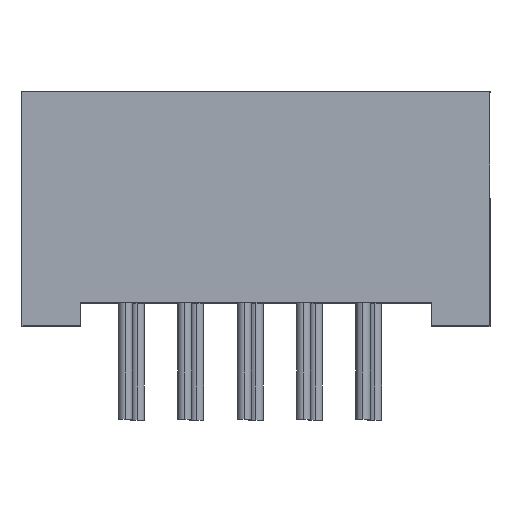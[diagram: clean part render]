
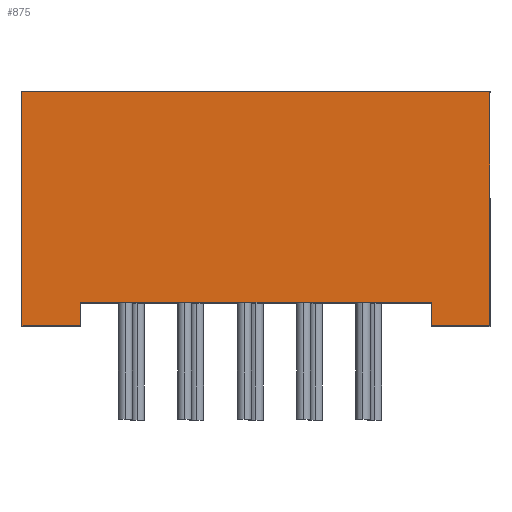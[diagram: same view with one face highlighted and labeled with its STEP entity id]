
A CAD part, top view. The second image highlights one B-rep face of the part: STEP entity #875.
In plain terms, the highlighted planar face has unit normal (0, 0, 1).
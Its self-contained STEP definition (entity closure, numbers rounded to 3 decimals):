
#74 = LINE ( 'NONE', #1388, #1447 ) ;
#101 = EDGE_CURVE ( 'NONE', #508, #786, #940, .T. ) ;
#129 = CARTESIAN_POINT ( 'NONE',  ( -7.5, 0., 14. ) ) ;
#131 = CARTESIAN_POINT ( 'NONE',  ( 10., 10., 14. ) ) ;
#147 = ORIENTED_EDGE ( 'NONE', *, *, #1328, .F. ) ;
#168 = LINE ( 'NONE', #1583, #1301 ) ;
#192 = VECTOR ( 'NONE', #594, 1000. ) ;
#204 = CARTESIAN_POINT ( 'NONE',  ( 7.5, 0., 14. ) ) ;
#221 = CARTESIAN_POINT ( 'NONE',  ( -10., 10., 14. ) ) ;
#262 = DIRECTION ( 'NONE',  ( 0., 1., 0. ) ) ;
#265 = CARTESIAN_POINT ( 'NONE',  ( 10., 0., 14. ) ) ;
#282 = EDGE_CURVE ( 'NONE', #786, #1339, #1659, .T. ) ;
#348 = VECTOR ( 'NONE', #1681, 1000. ) ;
#384 = VERTEX_POINT ( 'NONE', #265 ) ;
#394 = VERTEX_POINT ( 'NONE', #131 ) ;
#476 = ORIENTED_EDGE ( 'NONE', *, *, #101, .T. ) ;
#498 = CARTESIAN_POINT ( 'NONE',  ( 7.5, 0., 14. ) ) ;
#508 = VERTEX_POINT ( 'NONE', #129 ) ;
#509 = VECTOR ( 'NONE', #799, 1000. ) ;
#542 = ORIENTED_EDGE ( 'NONE', *, *, #1103, .F. ) ;
#555 = CARTESIAN_POINT ( 'NONE',  ( -7.5, 0., 14. ) ) ;
#590 = ORIENTED_EDGE ( 'NONE', *, *, #677, .F. ) ;
#594 = DIRECTION ( 'NONE',  ( 1., 0., 0. ) ) ;
#599 = ORIENTED_EDGE ( 'NONE', *, *, #1614, .F. ) ;
#601 = CARTESIAN_POINT ( 'NONE',  ( -10., 10., 14. ) ) ;
#634 = CARTESIAN_POINT ( 'NONE',  ( -7.5, 0., 14. ) ) ;
#665 = LINE ( 'NONE', #1427, #509 ) ;
#666 = EDGE_LOOP ( 'NONE', ( #1035, #767, #476, #1271, #590, #542, #147, #599 ) ) ;
#676 = CARTESIAN_POINT ( 'NONE',  ( 10., 10., 14. ) ) ;
#677 = EDGE_CURVE ( 'NONE', #876, #1339, #168, .T. ) ;
#767 = ORIENTED_EDGE ( 'NONE', *, *, #1687, .F. ) ;
#786 = VERTEX_POINT ( 'NONE', #958 ) ;
#799 = DIRECTION ( 'NONE',  ( 0., -1., 0. ) ) ;
#807 = LINE ( 'NONE', #676, #1624 ) ;
#855 = DIRECTION ( 'NONE',  ( -1., 0., 0. ) ) ;
#875 = ADVANCED_FACE ( 'NONE', ( #1502 ), #1668, .F. ) ;
#876 = VERTEX_POINT ( 'NONE', #498 ) ;
#920 = CARTESIAN_POINT ( 'NONE',  ( -10., 0., 14. ) ) ;
#940 = LINE ( 'NONE', #555, #1048 ) ;
#958 = CARTESIAN_POINT ( 'NONE',  ( -7.5, 1., 14. ) ) ;
#986 = CARTESIAN_POINT ( 'NONE',  ( -10., 1., 14. ) ) ;
#1035 = ORIENTED_EDGE ( 'NONE', *, *, #1217, .T. ) ;
#1039 = LINE ( 'NONE', #634, #348 ) ;
#1048 = VECTOR ( 'NONE', #1221, 1000. ) ;
#1090 = VERTEX_POINT ( 'NONE', #920 ) ;
#1103 = EDGE_CURVE ( 'NONE', #384, #876, #1645, .T. ) ;
#1115 = VECTOR ( 'NONE', #855, 1000. ) ;
#1123 = DIRECTION ( 'NONE',  ( 1., 0., 0. ) ) ;
#1217 = EDGE_CURVE ( 'NONE', #1527, #1090, #665, .T. ) ;
#1221 = DIRECTION ( 'NONE',  ( 0., 1., 0. ) ) ;
#1251 = DIRECTION ( 'NONE',  ( -1., 0., 0. ) ) ;
#1263 = DIRECTION ( 'NONE',  ( 0., 0., -1. ) ) ;
#1271 = ORIENTED_EDGE ( 'NONE', *, *, #282, .T. ) ;
#1301 = VECTOR ( 'NONE', #262, 1000. ) ;
#1328 = EDGE_CURVE ( 'NONE', #394, #384, #807, .T. ) ;
#1339 = VERTEX_POINT ( 'NONE', #1563 ) ;
#1388 = CARTESIAN_POINT ( 'NONE',  ( -10., 10., 14. ) ) ;
#1427 = CARTESIAN_POINT ( 'NONE',  ( -10., 10., 14. ) ) ;
#1447 = VECTOR ( 'NONE', #1123, 1000. ) ;
#1451 = DIRECTION ( 'NONE',  ( 0., -1., 0. ) ) ;
#1502 = FACE_OUTER_BOUND ( 'NONE', #666, .T. ) ;
#1527 = VERTEX_POINT ( 'NONE', #221 ) ;
#1563 = CARTESIAN_POINT ( 'NONE',  ( 7.5, 1., 14. ) ) ;
#1582 = AXIS2_PLACEMENT_3D ( 'NONE', #601, #1263, #1251 ) ;
#1583 = CARTESIAN_POINT ( 'NONE',  ( 7.5, 0., 14. ) ) ;
#1614 = EDGE_CURVE ( 'NONE', #1527, #394, #74, .T. ) ;
#1624 = VECTOR ( 'NONE', #1451, 1000. ) ;
#1645 = LINE ( 'NONE', #204, #1115 ) ;
#1659 = LINE ( 'NONE', #986, #192 ) ;
#1668 = PLANE ( 'NONE',  #1582 ) ;
#1681 = DIRECTION ( 'NONE',  ( -1., 0., 0. ) ) ;
#1687 = EDGE_CURVE ( 'NONE', #508, #1090, #1039, .T. ) ;
